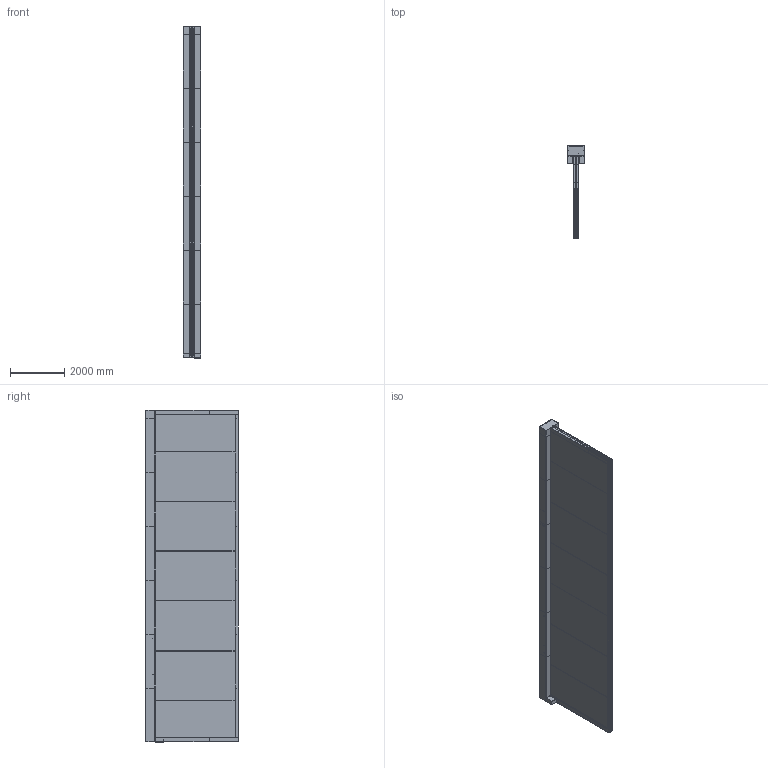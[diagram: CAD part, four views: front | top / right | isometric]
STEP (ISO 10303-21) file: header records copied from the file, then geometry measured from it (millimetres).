
FILE_DESCRIPTION (( 'STEP AP214' ), '1' );
FILE_NAME ('40ft for revit.STEP', '2023-01-12T21:53:10', ( '' ), ( '' ), 'SwSTEP 2.0', 'SolidWorks 2022', '' );
FILE_SCHEMA (( 'AUTOMOTIVE_DESIGN' ));
Length unit declared in the file: millimetre
Products named in the file (1): 40ft for revit
Bounding box: 660.29 x 3404.72 x 12195.95 mm (x, y, z)
Surface area: 155062892.5 mm2 (no closed solid volume)
Topology: 0 solids, 879 shells, 2660 faces, 12005 edges, 10202 vertices
Faces by surface type: plane 1503, cylinder 940, cone 183, bspline 32, sphere 2
Entity records: 158107 total; most frequent: CARTESIAN_POINT 35061, DIRECTION 19815, ORIENTED_EDGE 14464, EDGE_CURVE 12005, VERTEX_POINT 10202, AXIS2_PLACEMENT_3D 6652, LINE 6511, VECTOR 6511
